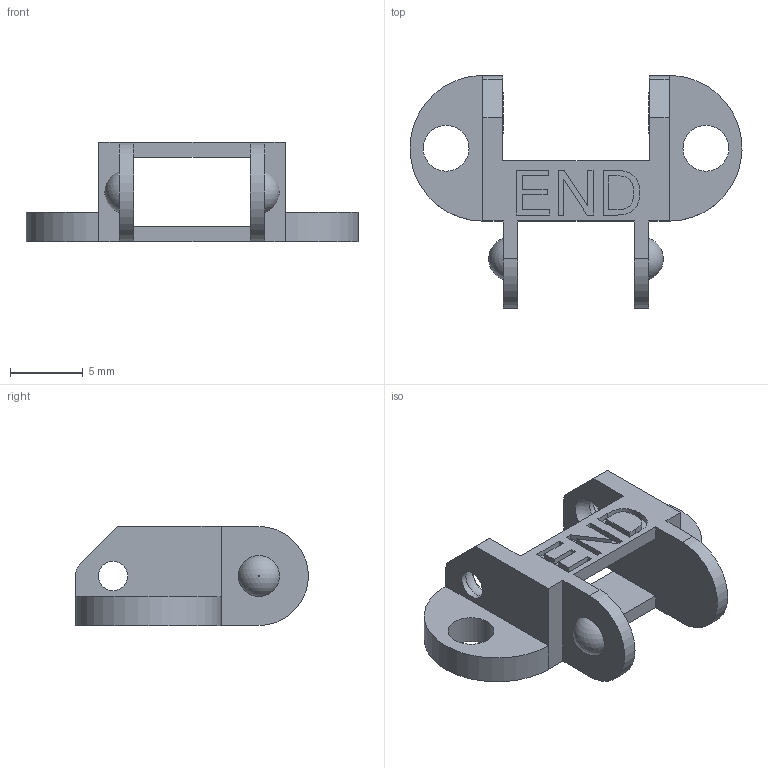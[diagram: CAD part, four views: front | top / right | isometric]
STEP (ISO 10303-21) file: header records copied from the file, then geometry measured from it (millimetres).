
FILE_DESCRIPTION(/* description */ (''),/* implementation_level */ '2;1');
FILE_NAME(/* name */ 'Drag_chain_end.step',/* time_stamp */ '2023-03-16T20:24:57+01:00',/* author */ (''),/* organization */ (''),/* preprocessor_version */ 'ST-DEVELOPER v19.2',/* originating_system */ 'Autodesk Translation Framework v11.17.0.187',/* authorisation */ '');
FILE_SCHEMA (('AUTOMOTIVE_DESIGN { 1 0 10303 214 3 1 1 }','PROCESS_PLANNING_SCHEMA','AP242_MANAGED_MODEL_BASED_3D_ENGINEERING_MIM_LF { 1 0 10303 442 3 1 4 }'));
Length unit declared in the file: centimetre
Products named in the file (1): Drag_Chain_End
Bounding box: 22.8 x 15.99 x 6.8 mm (x, y, z)
Volume: 479.7 mm3; surface area: 918 mm2
Topology: 1 solids, 1 shells, 94 faces, 254 edges, 170 vertices
Faces by surface type: plane 68, cylinder 16, bspline 6, sphere 4
Full cylindrical faces by diameter (mm): 2.001 x2, 2.829 x2, 3.15 x2
Entity records: 3005 total; most frequent: CARTESIAN_POINT 573, ORIENTED_EDGE 508, DIRECTION 466, EDGE_CURVE 254, LINE 196, VECTOR 196, VERTEX_POINT 170, AXIS2_PLACEMENT_3D 135
